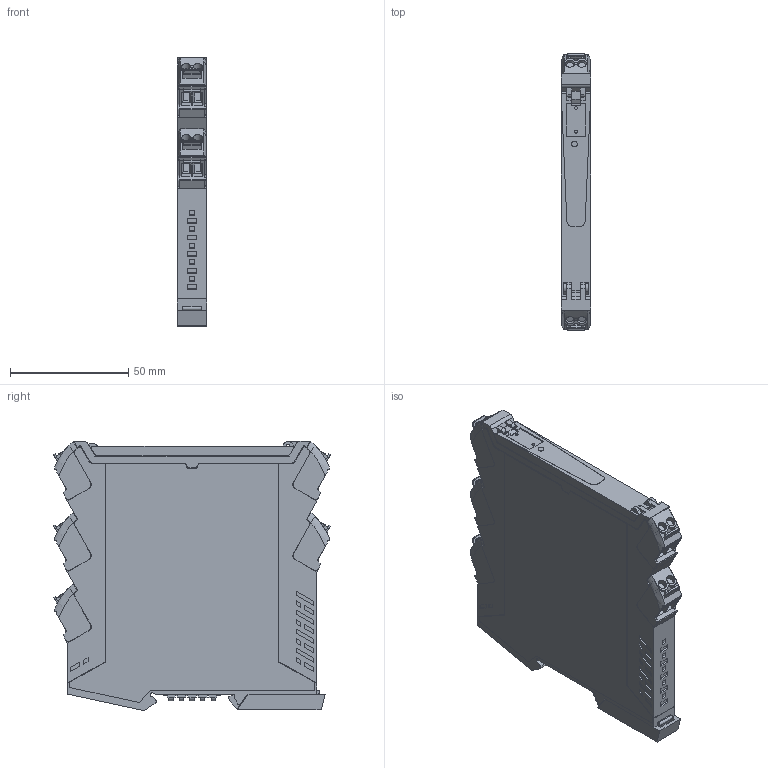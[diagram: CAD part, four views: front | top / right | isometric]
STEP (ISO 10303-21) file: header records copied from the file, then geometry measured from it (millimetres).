
FILE_DESCRIPTION(('CATIA V5 STEP Exchange','CAx-IF Rec.Pracs.--- Model Styling and Organization---1.5--- 2016-08-15','CAx-IF Rec.Pracs.---Supplemental Geometry---1.0---2011-11-01','CAx-IF Rec.Pracs.--- Composite Materials ---1.1---2010-07-15'),'2;1');
FILE_NAME ('D1428183_2', '2026-01-08T06:26:44+00:00', ('none'), ('Weidmueller'), 'CATIA Version 5-6 Release 2024 SP4', 'CATIA V5 STEP AP214 v3', 'none');
FILE_SCHEMA(('AUTOMOTIVE_DESIGN { 1 0 10303 214 1 1 1 1 }'));
Products named in the file (1): S3D_ACT20P_CI_2CO_P_S
Bounding box: 12.5 x 117.28 x 114.02 mm (x, y, z)
Volume: 143853.8 mm3; surface area: 46750.9 mm2
Topology: 21 solids, 21 shells, 1392 faces, 4392 edges, 3082 vertices
Faces by surface type: plane 993, cylinder 333, extrusion 32, revolution 20, bspline 10, sphere 4
Entity records: 50326 total; most frequent: CARTESIAN_POINT 12467, ORIENTED_EDGE 8780, DIRECTION 5649, EDGE_CURVE 4390, VERTEX_POINT 3082, VECTOR 2931, LINE 2899, AXIS2_PLACEMENT_3D 1684
